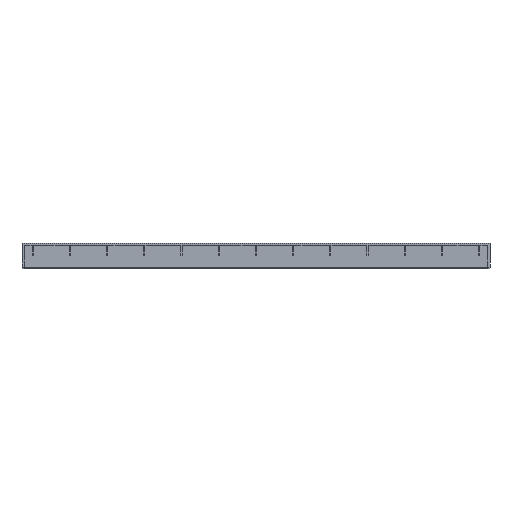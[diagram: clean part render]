
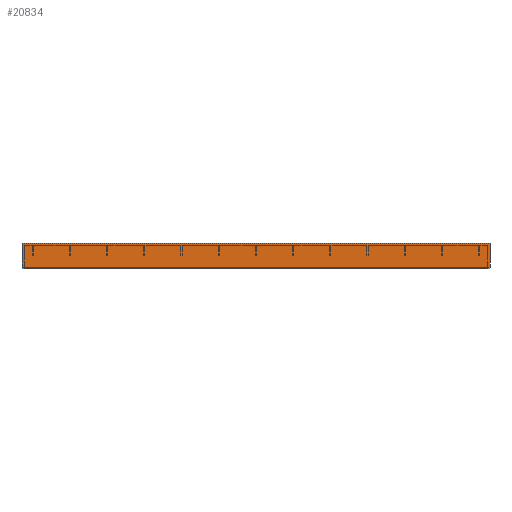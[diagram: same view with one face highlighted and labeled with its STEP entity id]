
A CAD part, top view. The second image highlights one B-rep face of the part: STEP entity #20834.
In plain terms, the highlighted planar face has unit normal (0, 0, 1).
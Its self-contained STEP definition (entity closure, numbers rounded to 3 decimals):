
#720 = EDGE_CURVE ( 'NONE', #15558, #10730, #22726, .T. ) ;
#1725 = CARTESIAN_POINT ( 'NONE',  ( 0., -10., 0. ) ) ;
#1790 = VERTEX_POINT ( 'NONE', #39881 ) ;
#3736 = DIRECTION ( 'NONE',  ( 0., 1., 0. ) ) ;
#4425 = PLANE ( 'NONE',  #27011 ) ;
#6241 = CARTESIAN_POINT ( 'NONE',  ( 0., 10., 0. ) ) ;
#6406 = CARTESIAN_POINT ( 'NONE',  ( 0., -3.333, 0. ) ) ;
#7762 = VECTOR ( 'NONE', #15236, 1000. ) ;
#9565 = CARTESIAN_POINT ( 'NONE',  ( 0., 3.333, 0. ) ) ;
#10148 = B_SPLINE_CURVE_WITH_KNOTS ( 'NONE', 3,
 ( #1725, #6406, #9565, #6241 ),
 .UNSPECIFIED., .F., .F.,
 ( 4, 4 ),
 ( 0., 1. ),
 .UNSPECIFIED. ) ;
#10730 = VERTEX_POINT ( 'NONE', #22156 ) ;
#11790 = DIRECTION ( 'NONE',  ( -1., 0., 0. ) ) ;
#12071 = DIRECTION ( 'NONE',  ( -1., 0., 0. ) ) ;
#13488 = EDGE_CURVE ( 'NONE', #46497, #1790, #10148, .T. ) ;
#15236 = DIRECTION ( 'NONE',  ( 0., -1., 0. ) ) ;
#15558 = VERTEX_POINT ( 'NONE', #37183 ) ;
#20834 = ADVANCED_FACE ( 'NONE', ( #35769 ), #4425, .F. ) ;
#20852 = EDGE_CURVE ( 'NONE', #15558, #1790, #41364, .T. ) ;
#22156 = CARTESIAN_POINT ( 'NONE',  ( 390., -10., 0. ) ) ;
#22726 = LINE ( 'NONE', #31014, #7762 ) ;
#24779 = ORIENTED_EDGE ( 'NONE', *, *, #20852, .T. ) ;
#26502 = VECTOR ( 'NONE', #11790, 1000. ) ;
#27011 = AXIS2_PLACEMENT_3D ( 'NONE', #36022, #43506, #3736 ) ;
#27383 = ORIENTED_EDGE ( 'NONE', *, *, #13488, .F. ) ;
#31014 = CARTESIAN_POINT ( 'NONE',  ( 390., 10., 0. ) ) ;
#35769 = FACE_OUTER_BOUND ( 'NONE', #37499, .T. ) ;
#36022 = CARTESIAN_POINT ( 'NONE',  ( 390., 10., 0. ) ) ;
#36299 = VECTOR ( 'NONE', #12071, 1000. ) ;
#36966 = ORIENTED_EDGE ( 'NONE', *, *, #720, .F. ) ;
#37183 = CARTESIAN_POINT ( 'NONE',  ( 390., 10., 0. ) ) ;
#37499 = EDGE_LOOP ( 'NONE', ( #24779, #27383, #47849, #36966 ) ) ;
#39881 = CARTESIAN_POINT ( 'NONE',  ( 0., 10., 0. ) ) ;
#40044 = LINE ( 'NONE', #47299, #36299 ) ;
#41364 = LINE ( 'NONE', #43679, #26502 ) ;
#41544 = CARTESIAN_POINT ( 'NONE',  ( 0., -10., 0. ) ) ;
#43506 = DIRECTION ( 'NONE',  ( 0., 0., -1. ) ) ;
#43594 = EDGE_CURVE ( 'NONE', #10730, #46497, #40044, .T. ) ;
#43679 = CARTESIAN_POINT ( 'NONE',  ( 390., 10., 0. ) ) ;
#46497 = VERTEX_POINT ( 'NONE', #41544 ) ;
#47299 = CARTESIAN_POINT ( 'NONE',  ( 390., -10., 0. ) ) ;
#47849 = ORIENTED_EDGE ( 'NONE', *, *, #43594, .F. ) ;
